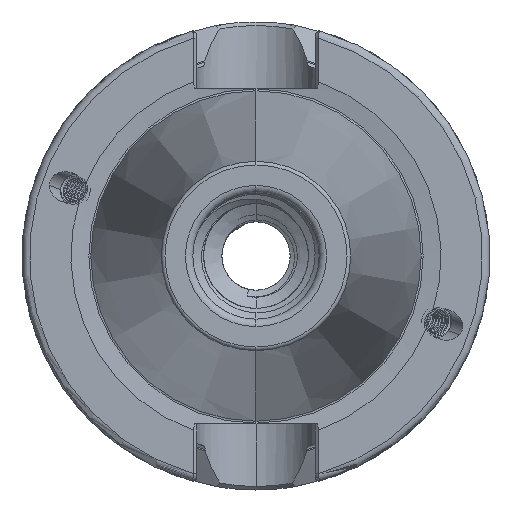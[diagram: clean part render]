
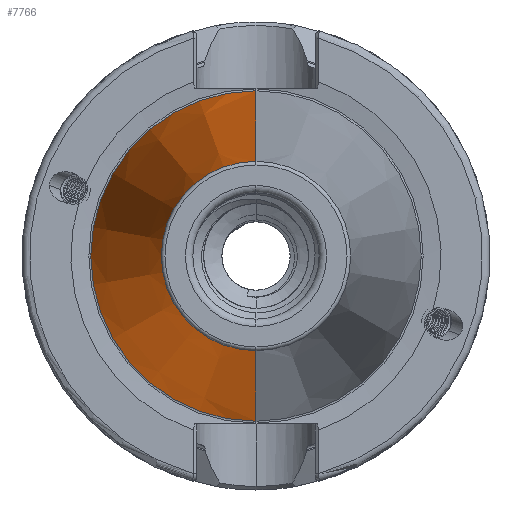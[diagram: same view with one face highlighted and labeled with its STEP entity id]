
A CAD part, left-side view. The second image highlights one B-rep face of the part: STEP entity #7766.
In plain terms, the highlighted conical face has half-angle 8.297 degrees and reference radius 22.24 mm.
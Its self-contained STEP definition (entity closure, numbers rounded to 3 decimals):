
#3991 = EDGE_CURVE ( 'NONE', #6889, #6872, #27326, .T. ) ;
#4038 = EDGE_CURVE ( 'NONE', #6870, #6876, #26375, .T. ) ;
#4044 = EDGE_CURVE ( 'NONE', #6889, #6870, #26329, .T. ) ;
#4049 = EDGE_CURVE ( 'NONE', #6872, #6876, #26338, .T. ) ;
#6870 = VERTEX_POINT ( 'NONE', #18530 ) ;
#6872 = VERTEX_POINT ( 'NONE', #18497 ) ;
#6876 = VERTEX_POINT ( 'NONE', #18498 ) ;
#6889 = VERTEX_POINT ( 'NONE', #18581 ) ;
#7561 = ORIENTED_EDGE ( 'NONE', *, *, #4049, .T. ) ;
#7574 = ORIENTED_EDGE ( 'NONE', *, *, #4038, .F. ) ;
#7577 = ORIENTED_EDGE ( 'NONE', *, *, #4044, .F. ) ;
#7596 = ORIENTED_EDGE ( 'NONE', *, *, #3991, .T. ) ;
#7766 = ADVANCED_FACE ( 'NONE', ( #26748 ), #26737, .T. ) ;
#8850 = AXIS2_PLACEMENT_3D ( 'NONE', #27984, #27961, #28005 ) ;
#8852 = AXIS2_PLACEMENT_3D ( 'NONE', #23252, #23250, #23278 ) ;
#9001 = AXIS2_PLACEMENT_3D ( 'NONE', #12614, #12626, #12615 ) ;
#12614 = CARTESIAN_POINT ( 'NONE',  ( -0.9, 0., 0. ) ) ;
#12615 = DIRECTION ( 'NONE',  ( 0., 0., -1. ) ) ;
#12626 = DIRECTION ( 'NONE',  ( 1., 0., 0. ) ) ;
#18497 = CARTESIAN_POINT ( 'NONE',  ( -65.972, 0., 12.75 ) ) ;
#18498 = CARTESIAN_POINT ( 'NONE',  ( -0.9, 0., 22.24 ) ) ;
#18530 = CARTESIAN_POINT ( 'NONE',  ( -0.9, 0., -22.24 ) ) ;
#18581 = CARTESIAN_POINT ( 'NONE',  ( -65.972, 0., -12.75 ) ) ;
#22304 = EDGE_LOOP ( 'NONE', ( #7596, #7561, #7574, #7577 ) ) ;
#23236 = CARTESIAN_POINT ( 'NONE',  ( -0.9, 0., -22.24 ) ) ;
#23250 = DIRECTION ( 'NONE',  ( 1., 0., 0. ) ) ;
#23252 = CARTESIAN_POINT ( 'NONE',  ( -0.9, 0., 0. ) ) ;
#23278 = DIRECTION ( 'NONE',  ( 0., 0., -1. ) ) ;
#23284 = DIRECTION ( 'NONE',  ( 0.99, 0., -0.144 ) ) ;
#23373 = CARTESIAN_POINT ( 'NONE',  ( -0.9, 0., 22.24 ) ) ;
#23378 = DIRECTION ( 'NONE',  ( 0.99, 0., 0.144 ) ) ;
#26329 = LINE ( 'NONE', #23236, #26367 ) ;
#26338 = LINE ( 'NONE', #23373, #26344 ) ;
#26344 = VECTOR ( 'NONE', #23378, 1000. ) ;
#26367 = VECTOR ( 'NONE', #23284, 1000. ) ;
#26375 = CIRCLE ( 'NONE', #8852, 22.24 ) ;
#26737 = CONICAL_SURFACE ( 'NONE', #9001, 22.24, 0.145 ) ;
#26748 = FACE_OUTER_BOUND ( 'NONE', #22304, .T. ) ;
#27326 = CIRCLE ( 'NONE', #8850, 12.75 ) ;
#27961 = DIRECTION ( 'NONE',  ( 1., 0., 0. ) ) ;
#27984 = CARTESIAN_POINT ( 'NONE',  ( -65.972, 0., 0. ) ) ;
#28005 = DIRECTION ( 'NONE',  ( 0., 0., -1. ) ) ;
